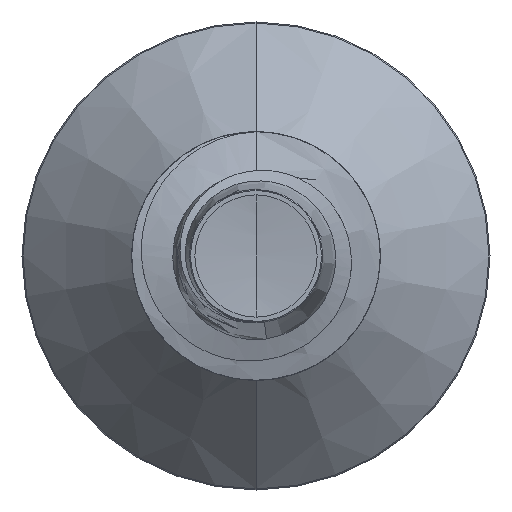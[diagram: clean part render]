
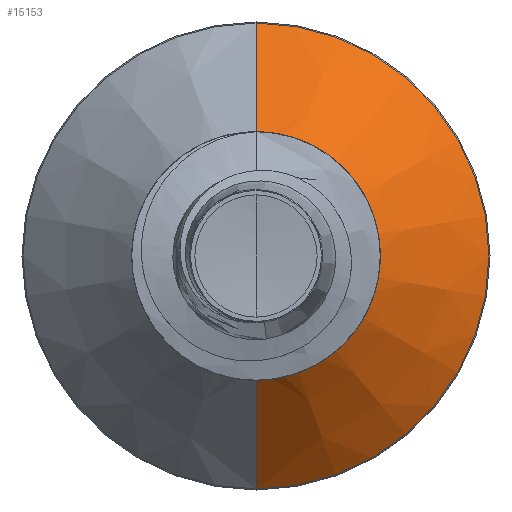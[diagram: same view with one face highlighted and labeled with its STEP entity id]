
A CAD part, front view. The second image highlights one B-rep face of the part: STEP entity #15153.
In plain terms, the highlighted conical face has half-angle 45 degrees and reference radius 2.744 mm.
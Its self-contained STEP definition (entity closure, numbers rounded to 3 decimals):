
#5335 = DIRECTION ( 'NONE',  ( 0., 0., 1. ) ) ;
#5366 = CARTESIAN_POINT ( 'NONE',  ( 0., 31.245, 0. ) ) ;
#5405 = DIRECTION ( 'NONE',  ( 0., 1., 0. ) ) ;
#7130 = CARTESIAN_POINT ( 'NONE',  ( 0., 31.245, 2.745 ) ) ;
#7275 = EDGE_CURVE ( 'NONE', #24917, #27205, #7659, .T. ) ;
#7634 = DIRECTION ( 'NONE',  ( 0., 1., 0. ) ) ;
#7659 = LINE ( 'NONE', #20315, #26875 ) ;
#8364 = AXIS2_PLACEMENT_3D ( 'NONE', #20577, #7634, #22432 ) ;
#8844 = DIRECTION ( 'NONE',  ( 0., 0.707, 0.707 ) ) ;
#9082 = CARTESIAN_POINT ( 'NONE',  ( 0., 31.245, 2.745 ) ) ;
#10623 = VECTOR ( 'NONE', #8844, 1000. ) ;
#10791 = CARTESIAN_POINT ( 'NONE',  ( 0., 34.124, 0. ) ) ;
#12442 = CARTESIAN_POINT ( 'NONE',  ( 0., 34.124, 5.624 ) ) ;
#12576 = EDGE_CURVE ( 'NONE', #25083, #20536, #16457, .T. ) ;
#13056 = DIRECTION ( 'NONE',  ( 0., 0., 1. ) ) ;
#14540 = CIRCLE ( 'NONE', #8364, 2.745 ) ;
#15153 = ADVANCED_FACE ( 'NONE', ( #18636 ), #23117, .T. ) ;
#15714 = EDGE_LOOP ( 'NONE', ( #22773, #24160, #24052, #24413 ) ) ;
#16457 = LINE ( 'NONE', #9082, #10623 ) ;
#18636 = FACE_OUTER_BOUND ( 'NONE', #15714, .T. ) ;
#19913 = EDGE_CURVE ( 'NONE', #25083, #24917, #14540, .T. ) ;
#20096 = CARTESIAN_POINT ( 'NONE',  ( 0., 34.124, -5.624 ) ) ;
#20283 = DIRECTION ( 'NONE',  ( 0., 0.707, -0.707 ) ) ;
#20315 = CARTESIAN_POINT ( 'NONE',  ( 0., 31.245, -2.745 ) ) ;
#20536 = VERTEX_POINT ( 'NONE', #12442 ) ;
#20577 = CARTESIAN_POINT ( 'NONE',  ( 0., 31.245, 0. ) ) ;
#21702 = CARTESIAN_POINT ( 'NONE',  ( 0., 31.245, -2.745 ) ) ;
#21874 = AXIS2_PLACEMENT_3D ( 'NONE', #10791, #24795, #13056 ) ;
#22432 = DIRECTION ( 'NONE',  ( 0., 0., 1. ) ) ;
#22773 = ORIENTED_EDGE ( 'NONE', *, *, #19913, .T. ) ;
#22847 = CIRCLE ( 'NONE', #21874, 5.624 ) ;
#23117 = CONICAL_SURFACE ( 'NONE', #26001, 2.745, 0.785 ) ;
#24052 = ORIENTED_EDGE ( 'NONE', *, *, #26228, .F. ) ;
#24160 = ORIENTED_EDGE ( 'NONE', *, *, #7275, .T. ) ;
#24413 = ORIENTED_EDGE ( 'NONE', *, *, #12576, .F. ) ;
#24795 = DIRECTION ( 'NONE',  ( 0., 1., 0. ) ) ;
#24917 = VERTEX_POINT ( 'NONE', #21702 ) ;
#25083 = VERTEX_POINT ( 'NONE', #7130 ) ;
#26001 = AXIS2_PLACEMENT_3D ( 'NONE', #5366, #5405, #5335 ) ;
#26228 = EDGE_CURVE ( 'NONE', #20536, #27205, #22847, .T. ) ;
#26875 = VECTOR ( 'NONE', #20283, 1000. ) ;
#27205 = VERTEX_POINT ( 'NONE', #20096 ) ;
